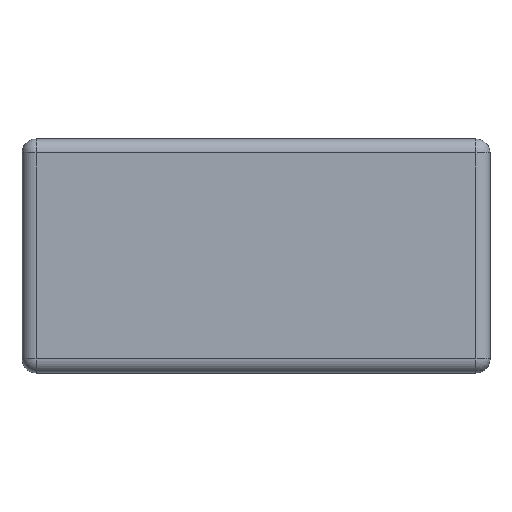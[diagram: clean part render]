
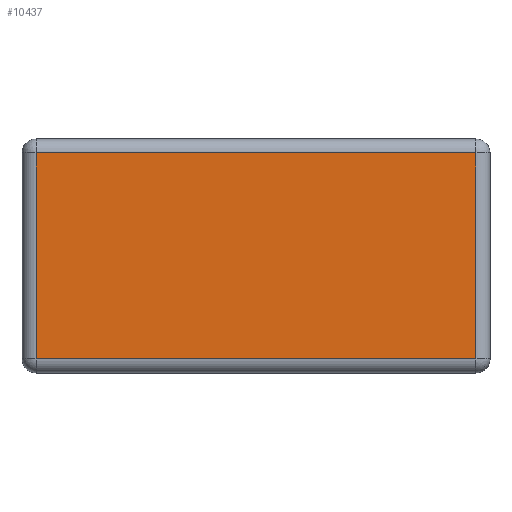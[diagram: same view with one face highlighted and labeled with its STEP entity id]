
A CAD part, top view. The second image highlights one B-rep face of the part: STEP entity #10437.
In plain terms, the highlighted face is planar.
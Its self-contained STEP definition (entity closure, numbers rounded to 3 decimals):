
#10177=CARTESIAN_POINT('',(-47.0,-22.,-13.0));
#10178=VERTEX_POINT('',#10177);
#10186=CARTESIAN_POINT('',(47.,-22.,-13.0));
#10187=VERTEX_POINT('',#10186);
#10188=CARTESIAN_POINT('',(-47.0,-22.,-13.0));
#10189=DIRECTION('',(1.0,0.0,0.0));
#10190=VECTOR('',#10189,94.0);
#10191=LINE('',#10188,#10190);
#10192=EDGE_CURVE('',#10178,#10187,#10191,.T.);
#10224=CARTESIAN_POINT('',(47.0,22.,-13.0));
#10225=VERTEX_POINT('',#10224);
#10226=CARTESIAN_POINT('',(47.0,-22.,-13.0));
#10227=DIRECTION('',(0.0,1.0,0.0));
#10228=VECTOR('',#10227,44.);
#10229=LINE('',#10226,#10228);
#10230=EDGE_CURVE('',#10187,#10225,#10229,.T.);
#10274=CARTESIAN_POINT('',(-47.,22.,-13.0));
#10275=VERTEX_POINT('',#10274);
#10276=CARTESIAN_POINT('',(47.0,22.,-13.0));
#10277=DIRECTION('',(-1.0,0.0,0.0));
#10278=VECTOR('',#10277,94.0);
#10279=LINE('',#10276,#10278);
#10280=EDGE_CURVE('',#10225,#10275,#10279,.T.);
#10329=CARTESIAN_POINT('',(-47.0,22.,-13.0));
#10330=DIRECTION('',(0.0,-1.0,0.0));
#10331=VECTOR('',#10330,44.);
#10332=LINE('',#10329,#10331);
#10333=EDGE_CURVE('',#10275,#10178,#10332,.T.);
#10426=CARTESIAN_POINT('',(0.,0.,-13.0));
#10427=DIRECTION('',(0.0,0.0,1.0));
#10428=DIRECTION('',(1.0,0.0,0.0));
#10429=AXIS2_PLACEMENT_3D('',#10426,#10427,#10428);
#10430=PLANE('',#10429);
#10431=ORIENTED_EDGE('',*,*,#10192,.F.);
#10432=ORIENTED_EDGE('',*,*,#10333,.F.);
#10433=ORIENTED_EDGE('',*,*,#10280,.F.);
#10434=ORIENTED_EDGE('',*,*,#10230,.F.);
#10435=EDGE_LOOP('',(#10431,#10432,#10433,#10434));
#10436=FACE_OUTER_BOUND('',#10435,.T.);
#10437=ADVANCED_FACE('',(#10436),#10430,.F.);
